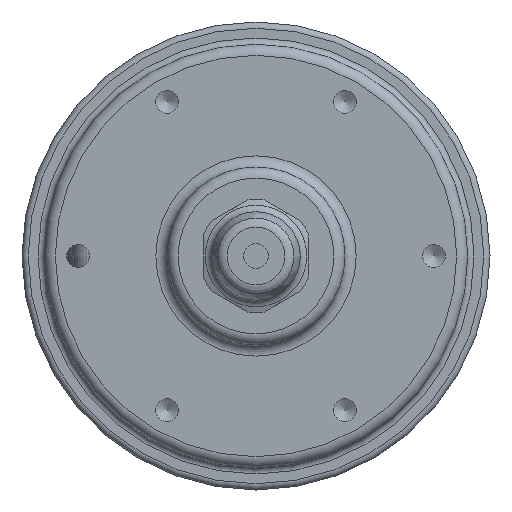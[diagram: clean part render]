
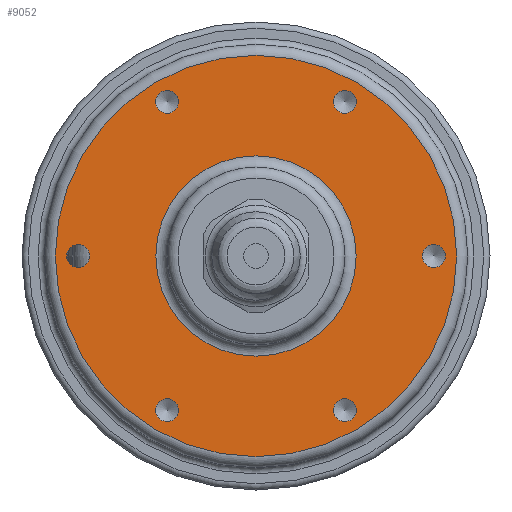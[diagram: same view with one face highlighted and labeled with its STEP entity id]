
A CAD part, front view. The second image highlights one B-rep face of the part: STEP entity #9052.
In plain terms, the highlighted planar face has unit normal (0, -1, 0).
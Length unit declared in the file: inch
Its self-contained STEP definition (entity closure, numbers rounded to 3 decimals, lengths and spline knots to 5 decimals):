
#114=FACE_BOUND('',#1685,.T.);
#115=FACE_BOUND('',#1686,.T.);
#116=FACE_BOUND('',#1687,.T.);
#117=FACE_BOUND('',#1688,.T.);
#118=FACE_BOUND('',#1689,.T.);
#119=FACE_BOUND('',#1690,.T.);
#120=FACE_BOUND('',#1691,.T.);
#524=PLANE('',#10067);
#1123=FACE_OUTER_BOUND('',#1684,.T.);
#1684=EDGE_LOOP('',(#7710));
#1685=EDGE_LOOP('',(#7711));
#1686=EDGE_LOOP('',(#7712));
#1687=EDGE_LOOP('',(#7713));
#1688=EDGE_LOOP('',(#7714));
#1689=EDGE_LOOP('',(#7715));
#1690=EDGE_LOOP('',(#7716));
#1691=EDGE_LOOP('',(#7717));
#2224=CIRCLE('',#10065,0.5625);
#2226=CIRCLE('',#10068,1.1275);
#2227=CIRCLE('',#10069,0.065);
#2228=CIRCLE('',#10070,0.065);
#2229=CIRCLE('',#10071,0.065);
#2230=CIRCLE('',#10072,0.065);
#2231=CIRCLE('',#10073,0.065);
#2232=CIRCLE('',#10074,0.065);
#4041=VERTEX_POINT('',#22970);
#4042=VERTEX_POINT('',#22974);
#4043=VERTEX_POINT('',#22976);
#4044=VERTEX_POINT('',#22978);
#4045=VERTEX_POINT('',#22980);
#4046=VERTEX_POINT('',#22982);
#4047=VERTEX_POINT('',#22984);
#4048=VERTEX_POINT('',#22986);
#5288=EDGE_CURVE('',#4041,#4041,#2224,.T.);
#5290=EDGE_CURVE('',#4042,#4042,#2226,.T.);
#5291=EDGE_CURVE('',#4043,#4043,#2227,.T.);
#5292=EDGE_CURVE('',#4044,#4044,#2228,.T.);
#5293=EDGE_CURVE('',#4045,#4045,#2229,.T.);
#5294=EDGE_CURVE('',#4046,#4046,#2230,.T.);
#5295=EDGE_CURVE('',#4047,#4047,#2231,.T.);
#5296=EDGE_CURVE('',#4048,#4048,#2232,.T.);
#7710=ORIENTED_EDGE('',*,*,#5290,.F.);
#7711=ORIENTED_EDGE('',*,*,#5291,.T.);
#7712=ORIENTED_EDGE('',*,*,#5292,.T.);
#7713=ORIENTED_EDGE('',*,*,#5293,.T.);
#7714=ORIENTED_EDGE('',*,*,#5294,.T.);
#7715=ORIENTED_EDGE('',*,*,#5295,.T.);
#7716=ORIENTED_EDGE('',*,*,#5296,.T.);
#7717=ORIENTED_EDGE('',*,*,#5288,.F.);
#9052=ADVANCED_FACE('',(#1123,#114,#115,#116,#117,#118,#119,#120),#524,
 .F.);
#10065=AXIS2_PLACEMENT_3D('',#22971,#12374,#12375);
#10067=AXIS2_PLACEMENT_3D('',#22973,#12378,#12379);
#10068=AXIS2_PLACEMENT_3D('',#22975,#12380,#12381);
#10069=AXIS2_PLACEMENT_3D('',#22977,#12382,#12383);
#10070=AXIS2_PLACEMENT_3D('',#22979,#12384,#12385);
#10071=AXIS2_PLACEMENT_3D('',#22981,#12386,#12387);
#10072=AXIS2_PLACEMENT_3D('',#22983,#12388,#12389);
#10073=AXIS2_PLACEMENT_3D('',#22985,#12390,#12391);
#10074=AXIS2_PLACEMENT_3D('',#22987,#12392,#12393);
#12374=DIRECTION('center_axis',(0.,-1.,0.));
#12375=DIRECTION('ref_axis',(1.,0.,0.));
#12378=DIRECTION('center_axis',(0.,1.,0.));
#12379=DIRECTION('ref_axis',(1.,0.,0.));
#12380=DIRECTION('center_axis',(0.,1.,0.));
#12381=DIRECTION('ref_axis',(1.,0.,0.));
#12382=DIRECTION('center_axis',(0.,1.,0.));
#12383=DIRECTION('ref_axis',(-0.5,0.,-0.866));
#12384=DIRECTION('center_axis',(0.,1.,0.));
#12385=DIRECTION('ref_axis',(0.5,0.,-0.866));
#12386=DIRECTION('center_axis',(0.,1.,0.));
#12387=DIRECTION('ref_axis',(1.,0.,0.));
#12388=DIRECTION('center_axis',(0.,1.,0.));
#12389=DIRECTION('ref_axis',(0.5,0.,0.866));
#12390=DIRECTION('center_axis',(0.,1.,0.));
#12391=DIRECTION('ref_axis',(-0.5,0.,0.866));
#12392=DIRECTION('center_axis',(0.,1.,0.));
#12393=DIRECTION('ref_axis',(-1.,0.,0.));
#22970=CARTESIAN_POINT('',(0.5625,-1.45,0.));
#22971=CARTESIAN_POINT('Origin',(0.,-1.45,0.));
#22973=CARTESIAN_POINT('Origin',(0.,-1.45,0.));
#22974=CARTESIAN_POINT('',(-1.1275,-1.45,0.));
#22975=CARTESIAN_POINT('Origin',(0.,-1.45,0.));
#22976=CARTESIAN_POINT('',(0.5325,-1.45,0.92232));
#22977=CARTESIAN_POINT('Origin',(0.5,-1.45,0.86603));
#22978=CARTESIAN_POINT('',(-0.5325,-1.45,0.92232));
#22979=CARTESIAN_POINT('Origin',(-0.5,-1.45,0.86603));
#22980=CARTESIAN_POINT('',(-1.065,-1.45,0.));
#22981=CARTESIAN_POINT('Origin',(-1.,-1.45,0.));
#22982=CARTESIAN_POINT('',(-0.5325,-1.45,-0.92232));
#22983=CARTESIAN_POINT('Origin',(-0.5,-1.45,-0.86603));
#22984=CARTESIAN_POINT('',(0.5325,-1.45,-0.92232));
#22985=CARTESIAN_POINT('Origin',(0.5,-1.45,-0.86603));
#22986=CARTESIAN_POINT('',(1.065,-1.45,0.));
#22987=CARTESIAN_POINT('Origin',(1.,-1.45,0.));
